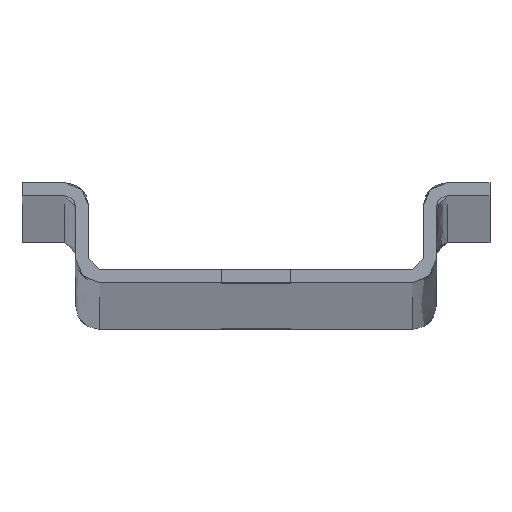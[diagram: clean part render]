
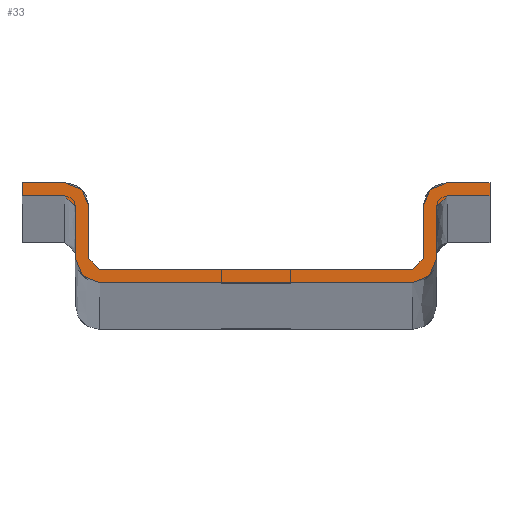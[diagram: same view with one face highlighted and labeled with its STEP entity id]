
A CAD part, top view. The second image highlights one B-rep face of the part: STEP entity #33.
In plain terms, the highlighted planar face has unit normal (0, 0, 1).
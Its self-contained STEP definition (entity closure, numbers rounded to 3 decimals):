
#33=ADVANCED_FACE('',(#79),#675,.T.);
#79=FACE_OUTER_BOUND('',#125,.T.);
#125=EDGE_LOOP('',(#268,#269,#270,#271,#272,#273,#274,#275,#276,#277,#278,
#279,#280,#281,#282,#283,#284,#285,#286,#287));
#268=ORIENTED_EDGE('',*,*,#432,.F.);
#269=ORIENTED_EDGE('',*,*,#433,.F.);
#270=ORIENTED_EDGE('',*,*,#434,.T.);
#271=ORIENTED_EDGE('',*,*,#378,.F.);
#272=ORIENTED_EDGE('',*,*,#435,.T.);
#273=ORIENTED_EDGE('',*,*,#436,.F.);
#274=ORIENTED_EDGE('',*,*,#446,.F.);
#275=ORIENTED_EDGE('',*,*,#437,.F.);
#276=ORIENTED_EDGE('',*,*,#438,.F.);
#277=ORIENTED_EDGE('',*,*,#439,.F.);
#278=ORIENTED_EDGE('',*,*,#453,.T.);
#279=ORIENTED_EDGE('',*,*,#427,.F.);
#280=ORIENTED_EDGE('',*,*,#467,.F.);
#281=ORIENTED_EDGE('',*,*,#363,.F.);
#282=ORIENTED_EDGE('',*,*,#464,.F.);
#283=ORIENTED_EDGE('',*,*,#428,.F.);
#284=ORIENTED_EDGE('',*,*,#461,.T.);
#285=ORIENTED_EDGE('',*,*,#429,.F.);
#286=ORIENTED_EDGE('',*,*,#430,.F.);
#287=ORIENTED_EDGE('',*,*,#431,.F.);
#363=EDGE_CURVE('',#579,#577,#503,.T.);
#378=EDGE_CURVE('',#599,#597,#515,.T.);
#427=EDGE_CURVE('',#632,#633,#550,.T.);
#428=EDGE_CURVE('',#635,#634,#551,.T.);
#429=EDGE_CURVE('',#637,#636,#552,.T.);
#430=EDGE_CURVE('',#638,#637,#553,.T.);
#431=EDGE_CURVE('',#639,#638,#554,.T.);
#432=EDGE_CURVE('',#640,#639,#485,.T.);
#433=EDGE_CURVE('',#641,#640,#555,.T.);
#434=EDGE_CURVE('',#641,#597,#486,.T.);
#435=EDGE_CURVE('',#599,#643,#487,.T.);
#436=EDGE_CURVE('',#644,#643,#556,.T.);
#437=EDGE_CURVE('',#646,#645,#557,.T.);
#438=EDGE_CURVE('',#647,#646,#558,.T.);
#439=EDGE_CURVE('',#642,#647,#559,.T.);
#446=EDGE_CURVE('',#645,#644,#489,.T.);
#453=EDGE_CURVE('',#642,#633,#493,.T.);
#461=EDGE_CURVE('',#635,#636,#495,.T.);
#464=EDGE_CURVE('',#634,#579,#497,.T.);
#467=EDGE_CURVE('',#577,#632,#499,.T.);
#485=(
BOUNDED_CURVE()
B_SPLINE_CURVE(2,(#1303,#1304,#1305),.UNSPECIFIED.,.F.,.F.)
B_SPLINE_CURVE_WITH_KNOTS((3,3),(-2.827,0.),.UNSPECIFIED.)
CURVE()
GEOMETRIC_REPRESENTATION_ITEM()
RATIONAL_B_SPLINE_CURVE((1.,0.707,1.))
REPRESENTATION_ITEM('')
);
#486=(
BOUNDED_CURVE()
B_SPLINE_CURVE(2,(#1308,#1309,#1310),.UNSPECIFIED.,.F.,.F.)
B_SPLINE_CURVE_WITH_KNOTS((3,3),(-1.257,0.),.UNSPECIFIED.)
CURVE()
GEOMETRIC_REPRESENTATION_ITEM()
RATIONAL_B_SPLINE_CURVE((1.,0.707,1.))
REPRESENTATION_ITEM('')
);
#487=(
BOUNDED_CURVE()
B_SPLINE_CURVE(2,(#1311,#1312,#1313),.UNSPECIFIED.,.F.,.F.)
B_SPLINE_CURVE_WITH_KNOTS((3,3),(-1.257,0.),.UNSPECIFIED.)
CURVE()
GEOMETRIC_REPRESENTATION_ITEM()
RATIONAL_B_SPLINE_CURVE((1.,0.707,1.))
REPRESENTATION_ITEM('')
);
#489=(
BOUNDED_CURVE()
B_SPLINE_CURVE(2,(#1335,#1336,#1337),.UNSPECIFIED.,.F.,.F.)
B_SPLINE_CURVE_WITH_KNOTS((3,3),(-2.827,0.),.UNSPECIFIED.)
CURVE()
GEOMETRIC_REPRESENTATION_ITEM()
RATIONAL_B_SPLINE_CURVE((1.,0.707,1.))
REPRESENTATION_ITEM('')
);
#493=(
BOUNDED_CURVE()
B_SPLINE_CURVE(2,(#1353,#1354,#1355),.UNSPECIFIED.,.F.,.F.)
B_SPLINE_CURVE_WITH_KNOTS((3,3),(-1.257,0.),.UNSPECIFIED.)
CURVE()
GEOMETRIC_REPRESENTATION_ITEM()
RATIONAL_B_SPLINE_CURVE((1.,0.707,1.))
REPRESENTATION_ITEM('')
);
#495=(
BOUNDED_CURVE()
B_SPLINE_CURVE(2,(#1371,#1372,#1373),.UNSPECIFIED.,.F.,.F.)
B_SPLINE_CURVE_WITH_KNOTS((3,3),(-1.257,0.),.UNSPECIFIED.)
CURVE()
GEOMETRIC_REPRESENTATION_ITEM()
RATIONAL_B_SPLINE_CURVE((1.,0.707,1.))
REPRESENTATION_ITEM('')
);
#497=(
BOUNDED_CURVE()
B_SPLINE_CURVE(2,(#1379,#1380,#1381),.UNSPECIFIED.,.F.,.F.)
B_SPLINE_CURVE_WITH_KNOTS((3,3),(-2.827,0.),.UNSPECIFIED.)
CURVE()
GEOMETRIC_REPRESENTATION_ITEM()
RATIONAL_B_SPLINE_CURVE((1.,0.707,1.))
REPRESENTATION_ITEM('')
);
#499=(
BOUNDED_CURVE()
B_SPLINE_CURVE(2,(#1387,#1388,#1389),.UNSPECIFIED.,.F.,.F.)
B_SPLINE_CURVE_WITH_KNOTS((3,3),(-2.827,0.),.UNSPECIFIED.)
CURVE()
GEOMETRIC_REPRESENTATION_ITEM()
RATIONAL_B_SPLINE_CURVE((1.,0.707,1.))
REPRESENTATION_ITEM('')
);
#503=B_SPLINE_CURVE_WITH_KNOTS('',1,(#1116,#1117),.UNSPECIFIED.,.F.,.F.,
(2,2),(-23.4,0.),.UNSPECIFIED.);
#515=B_SPLINE_CURVE_WITH_KNOTS('',1,(#1155,#1156),.UNSPECIFIED.,.F.,.F.,
(2,2),(-23.4,0.),.UNSPECIFIED.);
#550=B_SPLINE_CURVE_WITH_KNOTS('',1,(#1293,#1294),.UNSPECIFIED.,.F.,.F.,
(2,2),(-3.9,0.),.UNSPECIFIED.);
#551=B_SPLINE_CURVE_WITH_KNOTS('',1,(#1295,#1296),.UNSPECIFIED.,.F.,.F.,
(2,2),(-3.9,0.),.UNSPECIFIED.);
#552=B_SPLINE_CURVE_WITH_KNOTS('',1,(#1297,#1298),.UNSPECIFIED.,.F.,.F.,
(2,2),(-3.2,0.),.UNSPECIFIED.);
#553=B_SPLINE_CURVE_WITH_KNOTS('',1,(#1299,#1300),.UNSPECIFIED.,.F.,.F.,
(2,2),(-1.,0.),.UNSPECIFIED.);
#554=B_SPLINE_CURVE_WITH_KNOTS('',1,(#1301,#1302),.UNSPECIFIED.,.F.,.F.,
(2,2),(-3.2,0.),.UNSPECIFIED.);
#555=B_SPLINE_CURVE_WITH_KNOTS('',1,(#1306,#1307),.UNSPECIFIED.,.F.,.F.,
(2,2),(-3.9,0.),.UNSPECIFIED.);
#556=B_SPLINE_CURVE_WITH_KNOTS('',1,(#1314,#1315),.UNSPECIFIED.,.F.,.F.,
(2,2),(-3.9,0.),.UNSPECIFIED.);
#557=B_SPLINE_CURVE_WITH_KNOTS('',1,(#1316,#1317),.UNSPECIFIED.,.F.,.F.,
(2,2),(-3.2,0.),.UNSPECIFIED.);
#558=B_SPLINE_CURVE_WITH_KNOTS('',1,(#1318,#1319),.UNSPECIFIED.,.F.,.F.,
(2,2),(-1.,0.),.UNSPECIFIED.);
#559=B_SPLINE_CURVE_WITH_KNOTS('',1,(#1320,#1321),.UNSPECIFIED.,.F.,.F.,
(2,2),(-3.2,0.),.UNSPECIFIED.);
#577=VERTEX_POINT('',#1039);
#579=VERTEX_POINT('',#1041);
#597=VERTEX_POINT('',#1059);
#599=VERTEX_POINT('',#1061);
#632=VERTEX_POINT('',#1094);
#633=VERTEX_POINT('',#1095);
#634=VERTEX_POINT('',#1096);
#635=VERTEX_POINT('',#1097);
#636=VERTEX_POINT('',#1098);
#637=VERTEX_POINT('',#1099);
#638=VERTEX_POINT('',#1100);
#639=VERTEX_POINT('',#1101);
#640=VERTEX_POINT('',#1102);
#641=VERTEX_POINT('',#1103);
#642=VERTEX_POINT('',#1104);
#643=VERTEX_POINT('',#1105);
#644=VERTEX_POINT('',#1106);
#645=VERTEX_POINT('',#1107);
#646=VERTEX_POINT('',#1108);
#647=VERTEX_POINT('',#1109);
#675=PLANE('',#785);
#785=AXIS2_PLACEMENT_3D('',#979,#810,$);
#810=DIRECTION('',(0.,0.,1.));
#979=CARTESIAN_POINT('',(64.487,3.112,2000.));
#1039=CARTESIAN_POINT('',(31.785,3.863,2000.));
#1041=CARTESIAN_POINT('',(55.185,3.863,2000.));
#1059=CARTESIAN_POINT('',(55.185,4.863,2000.));
#1061=CARTESIAN_POINT('',(31.785,4.863,2000.));
#1094=CARTESIAN_POINT('',(29.985,5.663,2000.));
#1095=CARTESIAN_POINT('',(29.985,9.563,2000.));
#1096=CARTESIAN_POINT('',(56.985,5.663,2000.));
#1097=CARTESIAN_POINT('',(56.985,9.563,2000.));
#1098=CARTESIAN_POINT('',(57.785,10.363,2000.));
#1099=CARTESIAN_POINT('',(60.985,10.363,2000.));
#1100=CARTESIAN_POINT('',(60.985,11.363,2000.));
#1101=CARTESIAN_POINT('',(57.785,11.363,2000.));
#1102=CARTESIAN_POINT('',(55.985,9.563,2000.));
#1103=CARTESIAN_POINT('',(55.985,5.663,2000.));
#1104=CARTESIAN_POINT('',(29.185,10.363,2000.));
#1105=CARTESIAN_POINT('',(30.985,5.663,2000.));
#1106=CARTESIAN_POINT('',(30.985,9.563,2000.));
#1107=CARTESIAN_POINT('',(29.185,11.363,2000.));
#1108=CARTESIAN_POINT('',(25.985,11.363,2000.));
#1109=CARTESIAN_POINT('',(25.985,10.363,2000.));
#1116=CARTESIAN_POINT('',(55.185,3.863,2000.));
#1117=CARTESIAN_POINT('',(31.785,3.863,2000.));
#1155=CARTESIAN_POINT('',(31.785,4.863,2000.));
#1156=CARTESIAN_POINT('',(55.185,4.863,2000.));
#1293=CARTESIAN_POINT('',(29.985,5.663,2000.));
#1294=CARTESIAN_POINT('',(29.985,9.563,2000.));
#1295=CARTESIAN_POINT('',(56.985,9.563,2000.));
#1296=CARTESIAN_POINT('',(56.985,5.663,2000.));
#1297=CARTESIAN_POINT('',(60.985,10.363,2000.));
#1298=CARTESIAN_POINT('',(57.785,10.363,2000.));
#1299=CARTESIAN_POINT('',(60.985,11.363,2000.));
#1300=CARTESIAN_POINT('',(60.985,10.363,2000.));
#1301=CARTESIAN_POINT('',(57.785,11.363,2000.));
#1302=CARTESIAN_POINT('',(60.985,11.363,2000.));
#1303=CARTESIAN_POINT('',(55.985,9.563,2000.));
#1304=CARTESIAN_POINT('',(55.985,11.363,2000.));
#1305=CARTESIAN_POINT('',(57.785,11.363,2000.));
#1306=CARTESIAN_POINT('',(55.985,5.663,2000.));
#1307=CARTESIAN_POINT('',(55.985,9.563,2000.));
#1308=CARTESIAN_POINT('',(55.985,5.663,2000.));
#1309=CARTESIAN_POINT('',(55.985,4.863,2000.));
#1310=CARTESIAN_POINT('',(55.185,4.863,2000.));
#1311=CARTESIAN_POINT('',(31.785,4.863,2000.));
#1312=CARTESIAN_POINT('',(30.985,4.863,2000.));
#1313=CARTESIAN_POINT('',(30.985,5.663,2000.));
#1314=CARTESIAN_POINT('',(30.985,9.563,2000.));
#1315=CARTESIAN_POINT('',(30.985,5.663,2000.));
#1316=CARTESIAN_POINT('',(25.985,11.363,2000.));
#1317=CARTESIAN_POINT('',(29.185,11.363,2000.));
#1318=CARTESIAN_POINT('',(25.985,10.363,2000.));
#1319=CARTESIAN_POINT('',(25.985,11.363,2000.));
#1320=CARTESIAN_POINT('',(29.185,10.363,2000.));
#1321=CARTESIAN_POINT('',(25.985,10.363,2000.));
#1335=CARTESIAN_POINT('',(29.185,11.363,2000.));
#1336=CARTESIAN_POINT('',(30.985,11.363,2000.));
#1337=CARTESIAN_POINT('',(30.985,9.563,2000.));
#1353=CARTESIAN_POINT('',(29.185,10.363,2000.));
#1354=CARTESIAN_POINT('',(29.985,10.363,2000.));
#1355=CARTESIAN_POINT('',(29.985,9.563,2000.));
#1371=CARTESIAN_POINT('',(56.985,9.563,2000.));
#1372=CARTESIAN_POINT('',(56.985,10.363,2000.));
#1373=CARTESIAN_POINT('',(57.785,10.363,2000.));
#1379=CARTESIAN_POINT('',(56.985,5.663,2000.));
#1380=CARTESIAN_POINT('',(56.985,3.863,2000.));
#1381=CARTESIAN_POINT('',(55.185,3.863,2000.));
#1387=CARTESIAN_POINT('',(31.785,3.863,2000.));
#1388=CARTESIAN_POINT('',(29.985,3.863,2000.));
#1389=CARTESIAN_POINT('',(29.985,5.663,2000.));
